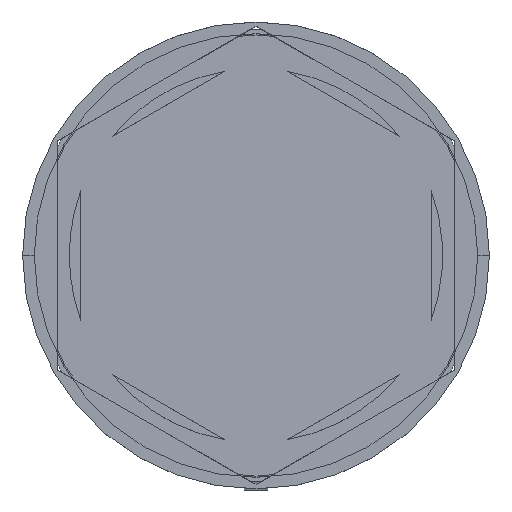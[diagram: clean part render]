
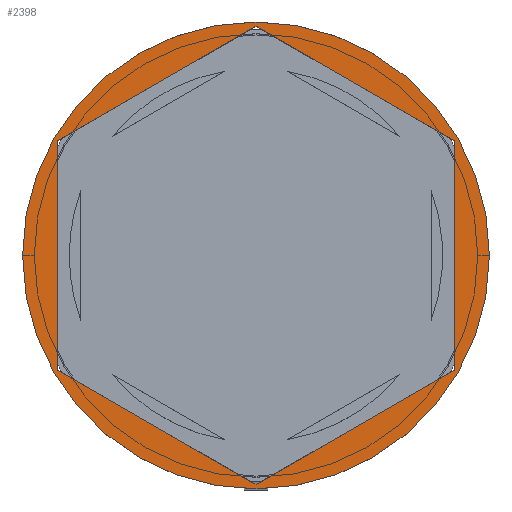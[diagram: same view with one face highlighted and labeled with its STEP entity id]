
A CAD part, top view. The second image highlights one B-rep face of the part: STEP entity #2398.
In plain terms, the highlighted planar face has unit normal (0, 0, 1).
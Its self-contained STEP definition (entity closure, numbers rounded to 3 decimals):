
#19 = DIRECTION ( 'NONE',  ( 0., 0., 1. ) ) ;
#42 = CARTESIAN_POINT ( 'NONE',  ( 0., 0., 0. ) ) ;
#47 = CARTESIAN_POINT ( 'NONE',  ( -8.5, -4.907, 0. ) ) ;
#50 = EDGE_CURVE ( 'NONE', #1417, #1346, #1076, .T. ) ;
#80 = VERTEX_POINT ( 'NONE', #1927 ) ;
#87 = CARTESIAN_POINT ( 'NONE',  ( 8.5, -4.907, 0. ) ) ;
#97 = ORIENTED_EDGE ( 'NONE', *, *, #619, .F. ) ;
#121 = CARTESIAN_POINT ( 'NONE',  ( 8.5, 4.907, 0. ) ) ;
#131 = VECTOR ( 'NONE', #1540, 1000. ) ;
#138 = LINE ( 'NONE', #1529, #131 ) ;
#163 = VERTEX_POINT ( 'NONE', #87 ) ;
#235 = CARTESIAN_POINT ( 'NONE',  ( 0., -9.815, 0. ) ) ;
#269 = DIRECTION ( 'NONE',  ( 0.866, 0.5, 0. ) ) ;
#296 = DIRECTION ( 'NONE',  ( -0.866, -0.5, 0. ) ) ;
#347 = CIRCLE ( 'NONE', #2417, 10. ) ;
#400 = ORIENTED_EDGE ( 'NONE', *, *, #1247, .F. ) ;
#424 = ORIENTED_EDGE ( 'NONE', *, *, #447, .T. ) ;
#447 = EDGE_CURVE ( 'NONE', #80, #1572, #347, .T. ) ;
#587 = VECTOR ( 'NONE', #636, 1000. ) ;
#617 = EDGE_LOOP ( 'NONE', ( #2671, #400, #2378, #97, #1889, #1182 ) ) ;
#619 = EDGE_CURVE ( 'NONE', #1681, #1228, #138, .T. ) ;
#636 = DIRECTION ( 'NONE',  ( -0.866, 0.5, 0. ) ) ;
#658 = AXIS2_PLACEMENT_3D ( 'NONE', #948, #2164, #1768 ) ;
#689 = DIRECTION ( 'NONE',  ( 0., -1., 0. ) ) ;
#776 = CARTESIAN_POINT ( 'NONE',  ( 0., 0., 0. ) ) ;
#782 = LINE ( 'NONE', #2437, #1861 ) ;
#867 = CARTESIAN_POINT ( 'NONE',  ( 8.5, 4.907, 0. ) ) ;
#925 = LINE ( 'NONE', #1107, #2262 ) ;
#948 = CARTESIAN_POINT ( 'NONE',  ( 0., 0., 0. ) ) ;
#975 = CARTESIAN_POINT ( 'NONE',  ( -8.5, 4.907, 0. ) ) ;
#1076 = LINE ( 'NONE', #867, #587 ) ;
#1097 = LINE ( 'NONE', #2511, #2651 ) ;
#1107 = CARTESIAN_POINT ( 'NONE',  ( 0., 9.815, 0. ) ) ;
#1176 = CIRCLE ( 'NONE', #658, 10. ) ;
#1182 = ORIENTED_EDGE ( 'NONE', *, *, #1784, .F. ) ;
#1226 = DIRECTION ( 'NONE',  ( 0., 0., 1. ) ) ;
#1228 = VERTEX_POINT ( 'NONE', #235 ) ;
#1232 = ORIENTED_EDGE ( 'NONE', *, *, #2661, .T. ) ;
#1247 = EDGE_CURVE ( 'NONE', #163, #1417, #782, .T. ) ;
#1346 = VERTEX_POINT ( 'NONE', #2336 ) ;
#1397 = AXIS2_PLACEMENT_3D ( 'NONE', #776, #1226, #1857 ) ;
#1417 = VERTEX_POINT ( 'NONE', #121 ) ;
#1475 = VECTOR ( 'NONE', #689, 1000. ) ;
#1529 = CARTESIAN_POINT ( 'NONE',  ( -8.5, -4.907, 0. ) ) ;
#1540 = DIRECTION ( 'NONE',  ( 0.866, -0.5, 0. ) ) ;
#1572 = VERTEX_POINT ( 'NONE', #1680 ) ;
#1583 = EDGE_CURVE ( 'NONE', #2646, #1681, #2288, .T. ) ;
#1680 = CARTESIAN_POINT ( 'NONE',  ( -10., 0., 0. ) ) ;
#1681 = VERTEX_POINT ( 'NONE', #47 ) ;
#1721 = CARTESIAN_POINT ( 'NONE',  ( -8.5, 4.907, 0. ) ) ;
#1768 = DIRECTION ( 'NONE',  ( 1., 0., 0. ) ) ;
#1772 = EDGE_LOOP ( 'NONE', ( #424, #1232 ) ) ;
#1784 = EDGE_CURVE ( 'NONE', #1346, #2646, #925, .T. ) ;
#1857 = DIRECTION ( 'NONE',  ( 1., 0., 0. ) ) ;
#1861 = VECTOR ( 'NONE', #2317, 1000. ) ;
#1867 = PLANE ( 'NONE',  #1397 ) ;
#1889 = ORIENTED_EDGE ( 'NONE', *, *, #1583, .F. ) ;
#1927 = CARTESIAN_POINT ( 'NONE',  ( 10., 0., 0. ) ) ;
#1964 = FACE_OUTER_BOUND ( 'NONE', #1772, .T. ) ;
#2164 = DIRECTION ( 'NONE',  ( 0., 0., 1. ) ) ;
#2262 = VECTOR ( 'NONE', #296, 1000. ) ;
#2288 = LINE ( 'NONE', #1721, #1475 ) ;
#2317 = DIRECTION ( 'NONE',  ( 0., 1., 0. ) ) ;
#2336 = CARTESIAN_POINT ( 'NONE',  ( 0., 9.815, 0. ) ) ;
#2378 = ORIENTED_EDGE ( 'NONE', *, *, #2610, .F. ) ;
#2398 = ADVANCED_FACE ( 'NONE', ( #2613, #1964 ), #1867, .T. ) ;
#2417 = AXIS2_PLACEMENT_3D ( 'NONE', #42, #19, #2489 ) ;
#2437 = CARTESIAN_POINT ( 'NONE',  ( 8.5, -4.907, 0. ) ) ;
#2489 = DIRECTION ( 'NONE',  ( 1., 0., 0. ) ) ;
#2511 = CARTESIAN_POINT ( 'NONE',  ( 0., -9.815, 0. ) ) ;
#2610 = EDGE_CURVE ( 'NONE', #1228, #163, #1097, .T. ) ;
#2613 = FACE_BOUND ( 'NONE', #617, .T. ) ;
#2646 = VERTEX_POINT ( 'NONE', #975 ) ;
#2651 = VECTOR ( 'NONE', #269, 1000. ) ;
#2661 = EDGE_CURVE ( 'NONE', #1572, #80, #1176, .T. ) ;
#2671 = ORIENTED_EDGE ( 'NONE', *, *, #50, .F. ) ;
